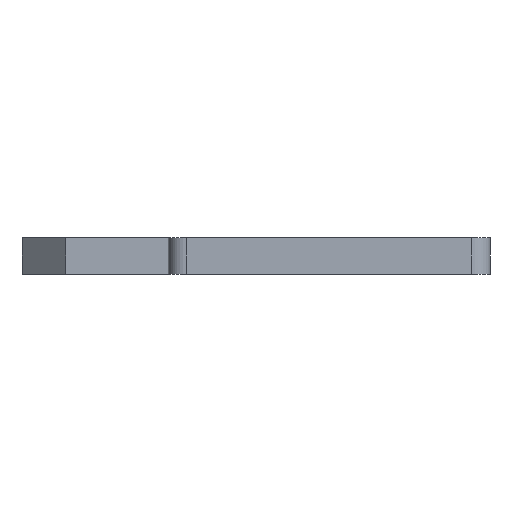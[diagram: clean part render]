
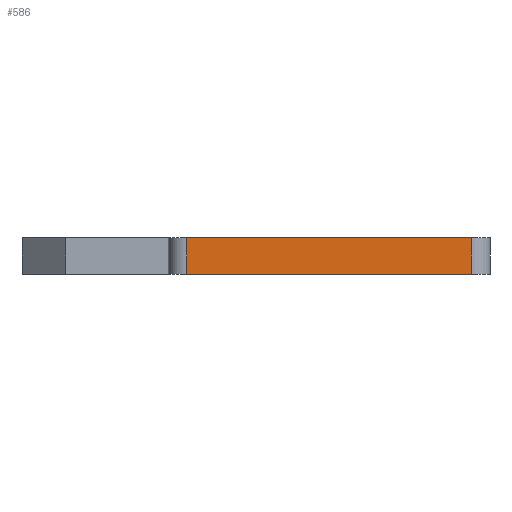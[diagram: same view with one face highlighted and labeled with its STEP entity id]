
A CAD part, left-side view. The second image highlights one B-rep face of the part: STEP entity #586.
In plain terms, the highlighted planar face has unit normal (-1, 0, 0).
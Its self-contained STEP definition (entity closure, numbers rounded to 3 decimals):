
#81=FACE_OUTER_BOUND('',#117,.T.);
#117=EDGE_LOOP('',(#486,#487,#488,#489));
#152=LINE('',#856,#211);
#180=LINE('',#941,#239);
#183=LINE('',#950,#242);
#184=LINE('',#951,#243);
#211=VECTOR('',#679,10.);
#239=VECTOR('',#765,10.);
#242=VECTOR('',#776,10.);
#243=VECTOR('',#777,10.);
#270=VERTEX_POINT('',#853);
#271=VERTEX_POINT('',#855);
#299=VERTEX_POINT('',#939);
#301=VERTEX_POINT('',#949);
#326=EDGE_CURVE('',#270,#271,#152,.T.);
#369=EDGE_CURVE('',#299,#270,#180,.T.);
#373=EDGE_CURVE('',#271,#301,#183,.T.);
#374=EDGE_CURVE('',#299,#301,#184,.T.);
#486=ORIENTED_EDGE('',*,*,#373,.F.);
#487=ORIENTED_EDGE('',*,*,#326,.F.);
#488=ORIENTED_EDGE('',*,*,#369,.F.);
#489=ORIENTED_EDGE('',*,*,#374,.T.);
#561=PLANE('',#635);
#586=ADVANCED_FACE('',(#81),#561,.T.);
#635=AXIS2_PLACEMENT_3D('',#948,#774,#775);
#679=DIRECTION('',(0.,-1.,0.));
#765=DIRECTION('',(0.,0.,1.));
#774=DIRECTION('center_axis',(-1.,0.,0.));
#775=DIRECTION('ref_axis',(0.,-1.,0.));
#776=DIRECTION('',(0.,0.,-1.));
#777=DIRECTION('',(0.,-1.,0.));
#853=CARTESIAN_POINT('',(416.4,457.108,778.8));
#855=CARTESIAN_POINT('',(416.4,418.108,778.8));
#856=CARTESIAN_POINT('',(416.4,459.608,778.8));
#939=CARTESIAN_POINT('',(416.4,457.108,773.8));
#941=CARTESIAN_POINT('',(416.4,457.108,773.8));
#948=CARTESIAN_POINT('Origin',(416.4,459.608,773.8));
#949=CARTESIAN_POINT('',(416.4,418.108,773.8));
#950=CARTESIAN_POINT('',(416.4,418.108,773.8));
#951=CARTESIAN_POINT('',(416.4,459.608,773.8));
